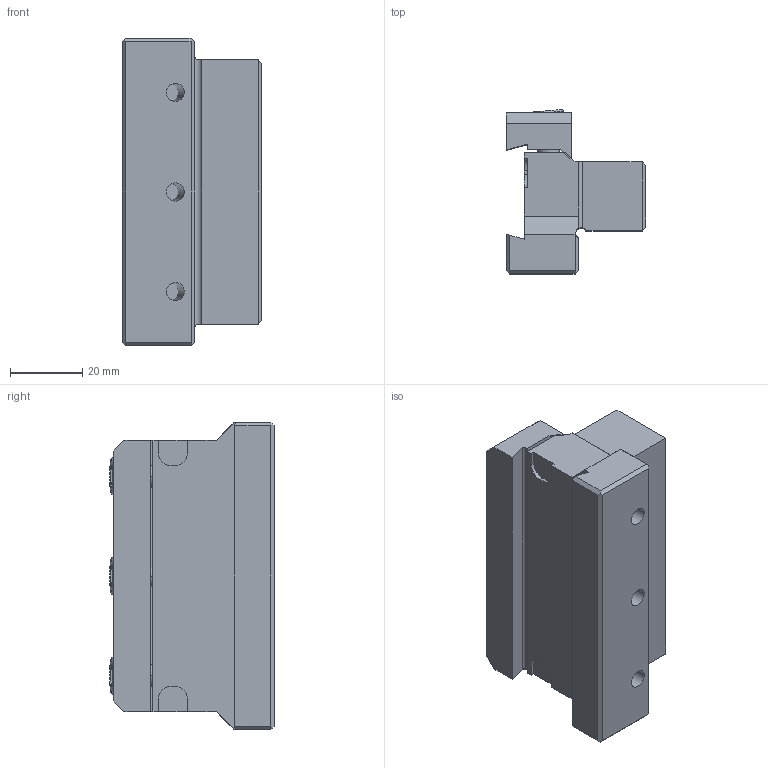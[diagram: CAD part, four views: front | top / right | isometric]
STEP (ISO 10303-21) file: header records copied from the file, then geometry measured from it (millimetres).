
FILE_DESCRIPTION(/* description */ (''),/* implementation_level */ '2;1');
FILE_NAME(/* name */ 'GWTBNUS12-B26.stp',/* time_stamp */ '2018-07-17T10:27:06+09:00',/* author */ (''),/* organization */ (''),/* preprocessor_version */ 'ST-DEVELOPER v16',/* originating_system */ 'SIEMENS PLM Software NX 10.0',/* authorisation */ '');
FILE_SCHEMA (('AUTOMOTIVE_DESIGN { 1 0 10303 214 3 1 1 1 }'));
Length unit declared in the file: millimetre
Products named in the file (1): GWTBNUS12-B26_ASM
Bounding box: 38.55 x 45.44 x 85 mm (x, y, z)
Volume: 81107.4 mm3; surface area: 22412.1 mm2
Topology: 5 solids, 5 shells, 150 faces, 377 edges, 246 vertices
Faces by surface type: plane 88, cylinder 44, torus 12, cone 6
Entity records: 4758 total; most frequent: CARTESIAN_POINT 847, DIRECTION 833, ORIENTED_EDGE 754, EDGE_CURVE 377, AXIS2_PLACEMENT_3D 296, VERTEX_POINT 246, LINE 241, VECTOR 241
